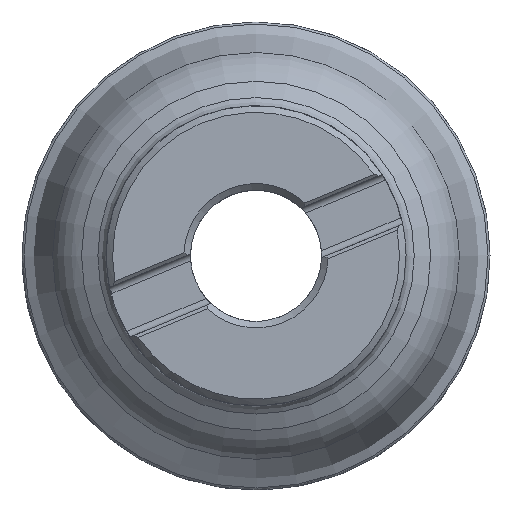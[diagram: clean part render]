
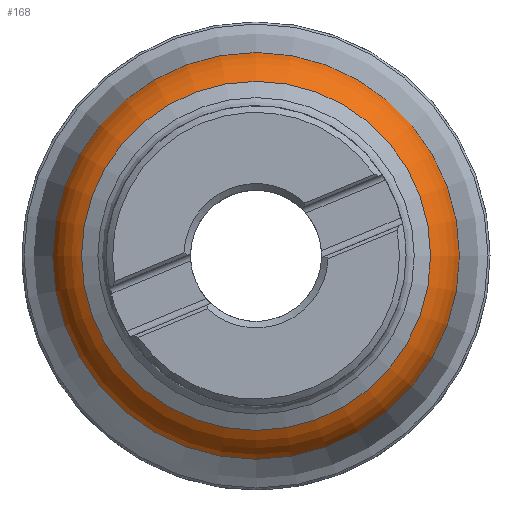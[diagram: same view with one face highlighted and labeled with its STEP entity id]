
A CAD part, top view. The second image highlights one B-rep face of the part: STEP entity #168.
In plain terms, the highlighted toroidal (fillet/blend) face has major radius 43.23 mm and minor radius 20 mm.
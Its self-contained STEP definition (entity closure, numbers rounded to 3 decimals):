
#32=TOROIDAL_SURFACE('',#905,43.23,20.);
#168=ADVANCED_FACE('',(#339,#340),#32,.T.);
#339=FACE_BOUND('',#411,.T.);
#340=FACE_BOUND('',#412,.T.);
#411=EDGE_LOOP('',(#545));
#412=EDGE_LOOP('',(#546));
#545=ORIENTED_EDGE('',*,*,#733,.F.);
#546=ORIENTED_EDGE('',*,*,#732,.F.);
#658=VERTEX_POINT('',#1300);
#659=VERTEX_POINT('',#1303);
#732=EDGE_CURVE('',#658,#658,#822,.T.);
#733=EDGE_CURVE('',#659,#659,#823,.T.);
#822=CIRCLE('',#884,62.024);
#823=CIRCLE('',#886,53.23);
#884=AXIS2_PLACEMENT_3D('',#1299,#1049,#1050);
#886=AXIS2_PLACEMENT_3D('',#1302,#1053,#1054);
#905=AXIS2_PLACEMENT_3D('',#1522,#1101,#1102);
#1049=DIRECTION('',(0.,0.,-1.));
#1050=DIRECTION('',(-1.,0.,0.));
#1053=DIRECTION('',(0.,0.,1.));
#1054=DIRECTION('',(-1.,0.,0.));
#1101=DIRECTION('',(0.,0.,1.));
#1102=DIRECTION('',(-1.,0.,0.));
#1299=CARTESIAN_POINT('',(0.,0.,-26.799));
#1300=CARTESIAN_POINT('',(-62.024,0.,-26.799));
#1302=CARTESIAN_POINT('',(0.,0.,-16.319));
#1303=CARTESIAN_POINT('',(-53.23,0.,-16.319));
#1522=CARTESIAN_POINT('',(0.,0.,-33.639));
